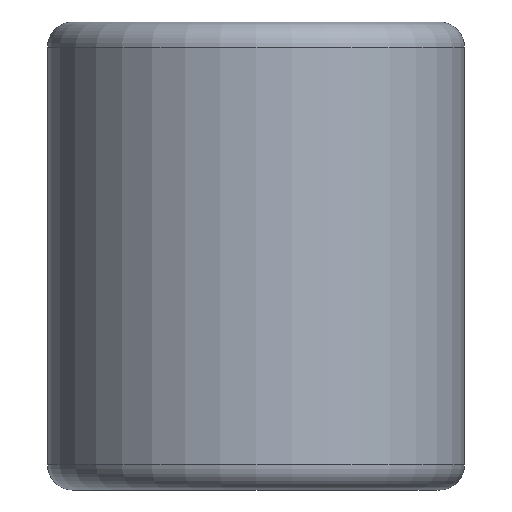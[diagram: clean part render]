
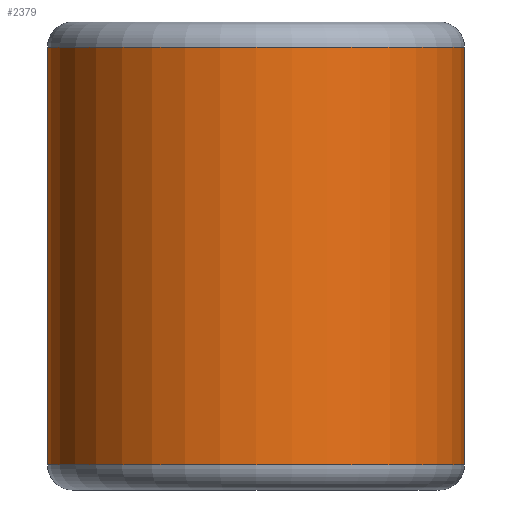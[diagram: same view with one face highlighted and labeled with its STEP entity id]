
A CAD part, front view. The second image highlights one B-rep face of the part: STEP entity #2379.
In plain terms, the highlighted cylindrical face has radius 6.337 mm (diameter 12.675 mm), a partial arc.
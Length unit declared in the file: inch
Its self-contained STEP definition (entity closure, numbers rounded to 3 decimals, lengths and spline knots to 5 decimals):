
#18 = CIRCLE ( 'NONE', #1565, 0.2495 ) ;
#160 = AXIS2_PLACEMENT_3D ( 'NONE', #1228, #798, #2429 ) ;
#220 = CYLINDRICAL_SURFACE ( 'NONE', #160, 0.2495 ) ;
#224 = EDGE_CURVE ( 'NONE', #2435, #2085, #505, .T. ) ;
#293 = CARTESIAN_POINT ( 'NONE',  ( 0.1875, -0.906, -0.25 ) ) ;
#349 = CARTESIAN_POINT ( 'NONE',  ( -0.062, -0.906, -0.25 ) ) ;
#411 = CIRCLE ( 'NONE', #793, 0.2495 ) ;
#477 = CARTESIAN_POINT ( 'NONE',  ( 0.437, -0.906, 0.25 ) ) ;
#496 = DIRECTION ( 'NONE',  ( 1., 0., 0. ) ) ;
#505 = LINE ( 'NONE', #2040, #2081 ) ;
#557 = CARTESIAN_POINT ( 'NONE',  ( 0.1875, -0.906, 0.25 ) ) ;
#697 = VECTOR ( 'NONE', #1519, 39.37008 ) ;
#767 = DIRECTION ( 'NONE',  ( 1., 0., 0. ) ) ;
#793 = AXIS2_PLACEMENT_3D ( 'NONE', #293, #1723, #496 ) ;
#798 = DIRECTION ( 'NONE',  ( 0., 0., 1. ) ) ;
#851 = EDGE_CURVE ( 'NONE', #2085, #2025, #411, .T. ) ;
#1114 = EDGE_CURVE ( 'NONE', #2025, #1671, #1272, .T. ) ;
#1181 = ORIENTED_EDGE ( 'NONE', *, *, #1114, .T. ) ;
#1228 = CARTESIAN_POINT ( 'NONE',  ( 0.1875, -0.906, 0. ) ) ;
#1272 = LINE ( 'NONE', #1705, #697 ) ;
#1519 = DIRECTION ( 'NONE',  ( 0., 0., 1. ) ) ;
#1565 = AXIS2_PLACEMENT_3D ( 'NONE', #557, #1990, #767 ) ;
#1581 = ORIENTED_EDGE ( 'NONE', *, *, #224, .T. ) ;
#1598 = DIRECTION ( 'NONE',  ( 0., 0., -1. ) ) ;
#1671 = VERTEX_POINT ( 'NONE', #477 ) ;
#1705 = CARTESIAN_POINT ( 'NONE',  ( 0.437, -0.906, 0. ) ) ;
#1723 = DIRECTION ( 'NONE',  ( 0., 0., 1. ) ) ;
#1830 = CARTESIAN_POINT ( 'NONE',  ( -0.062, -0.906, 0.25 ) ) ;
#1973 = CARTESIAN_POINT ( 'NONE',  ( 0.437, -0.906, -0.25 ) ) ;
#1990 = DIRECTION ( 'NONE',  ( 0., 0., 1. ) ) ;
#2025 = VERTEX_POINT ( 'NONE', #1973 ) ;
#2040 = CARTESIAN_POINT ( 'NONE',  ( -0.062, -0.906, 0.25 ) ) ;
#2068 = EDGE_CURVE ( 'NONE', #2435, #1671, #18, .T. ) ;
#2081 = VECTOR ( 'NONE', #1598, 39.37008 ) ;
#2085 = VERTEX_POINT ( 'NONE', #349 ) ;
#2103 = FACE_OUTER_BOUND ( 'NONE', #2632, .T. ) ;
#2181 = ORIENTED_EDGE ( 'NONE', *, *, #2068, .F. ) ;
#2245 = ORIENTED_EDGE ( 'NONE', *, *, #851, .T. ) ;
#2379 = ADVANCED_FACE ( 'NONE', ( #2103 ), #220, .T. ) ;
#2429 = DIRECTION ( 'NONE',  ( 1., 0., 0. ) ) ;
#2435 = VERTEX_POINT ( 'NONE', #1830 ) ;
#2632 = EDGE_LOOP ( 'NONE', ( #2245, #1181, #2181, #1581 ) ) ;
